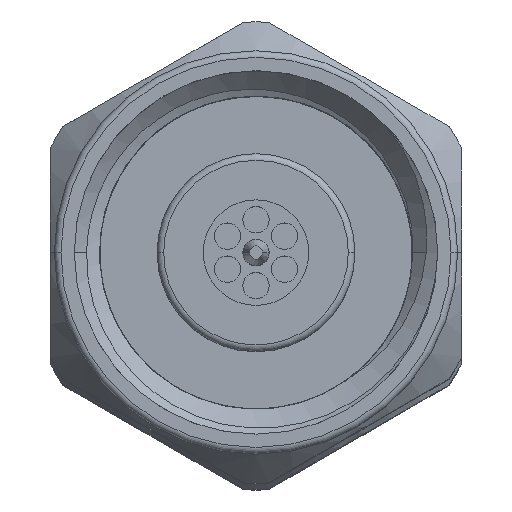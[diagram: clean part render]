
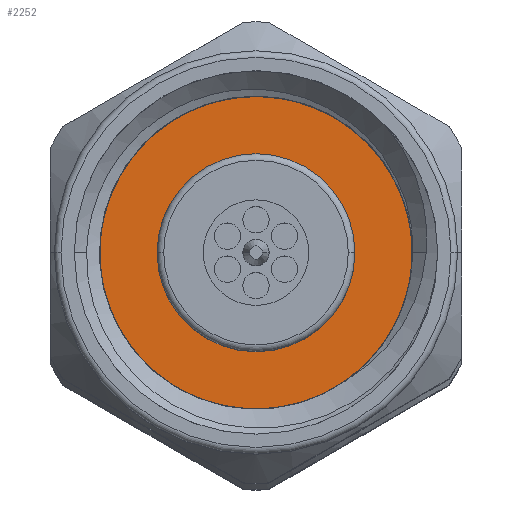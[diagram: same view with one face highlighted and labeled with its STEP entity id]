
A CAD part, top view. The second image highlights one B-rep face of the part: STEP entity #2252.
In plain terms, the highlighted face is planar.
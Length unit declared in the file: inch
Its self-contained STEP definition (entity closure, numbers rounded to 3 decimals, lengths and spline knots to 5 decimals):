
#35 = CARTESIAN_POINT ( 'NONE',  ( 0.2, 0.10721, 0.0789 ) ) ;
#54 = B_SPLINE_CURVE_WITH_KNOTS ( 'NONE', 3,
 ( #1331, #4783, #4010, #889, #3928, #4847, #121, #35, #2688, #4468, #3492, #5296, #3581, #3083, #919, #486, #63, #949, #5324, #4409, #3172, #1786, #3522, #516 ),
 .UNSPECIFIED., .F., .F.,
 ( 4, 2, 2, 2, 2, 2, 2, 2, 2, 2, 2, 4 ),
 ( 0., 0.00096, 0.00143, 0.00191, 0.00287, 0.00334, 0.00382, 0.0043, 0.00478, 0.00573, 0.00669, 0.00765 ),
 .UNSPECIFIED. ) ;
#63 = CARTESIAN_POINT ( 'NONE',  ( 0.2, 0.12615, -0.01204 ) ) ;
#121 = CARTESIAN_POINT ( 'NONE',  ( 0.2, 0.09552, 0.09366 ) ) ;
#180 = CIRCLE ( 'NONE', #5004, 0.1378 ) ;
#392 = DIRECTION ( 'NONE',  ( -1., 0., 0. ) ) ;
#412 = DIRECTION ( 'NONE',  ( 0., 0., 1. ) ) ;
#420 = CARTESIAN_POINT ( 'NONE',  ( 0.2, -0.07939, -0.09361 ) ) ;
#448 = VERTEX_POINT ( 'NONE', #4910 ) ;
#486 = CARTESIAN_POINT ( 'NONE',  ( 0.2, 0.12699, -0.00569 ) ) ;
#516 = CARTESIAN_POINT ( 'NONE',  ( 0.2, 0.05687, -0.10409 ) ) ;
#621 = EDGE_CURVE ( 'NONE', #448, #4820, #4463, .T. ) ;
#622 = ORIENTED_EDGE ( 'NONE', *, *, #2610, .T. ) ;
#767 = DIRECTION ( 'NONE',  ( 0., 0., 1. ) ) ;
#768 = CARTESIAN_POINT ( 'NONE',  ( 0.2, -0.01817, -0.11747 ) ) ;
#846 = ORIENTED_EDGE ( 'NONE', *, *, #3611, .T. ) ;
#889 = CARTESIAN_POINT ( 'NONE',  ( 0.2, 0.07724, 0.11104 ) ) ;
#905 = CARTESIAN_POINT ( 'NONE',  ( 0.2, -0.09923, 0.09205 ) ) ;
#919 = CARTESIAN_POINT ( 'NONE',  ( 0.2, 0.1277, 0.00688 ) ) ;
#949 = CARTESIAN_POINT ( 'NONE',  ( 0.2, 0.12222, -0.03056 ) ) ;
#962 = CARTESIAN_POINT ( 'NONE',  ( 0.2, -0.03339, -0.11382 ) ) ;
#1288 = CARTESIAN_POINT ( 'NONE',  ( 0.2, -0.12913, -0.00197 ) ) ;
#1331 = CARTESIAN_POINT ( 'NONE',  ( 0.2, 0.03879, 0.13222 ) ) ;
#1381 = CARTESIAN_POINT ( 'NONE',  ( 0.2, -0.08655, 0.10601 ) ) ;
#1449 = VERTEX_POINT ( 'NONE', #3950 ) ;
#1574 = EDGE_LOOP ( 'NONE', ( #846, #2512, #622, #3894, #5303 ) ) ;
#1662 = CIRCLE ( 'NONE', #2945, 0.1378 ) ;
#1663 = CARTESIAN_POINT ( 'NONE',  ( 0.2, 0., 0. ) ) ;
#1664 = CARTESIAN_POINT ( 'NONE',  ( 0.2, 0.00495, -0.11876 ) ) ;
#1719 = CARTESIAN_POINT ( 'NONE',  ( 0.2, -0.1255, 0.04191 ) ) ;
#1786 = CARTESIAN_POINT ( 'NONE',  ( 0.2, 0.07894, -0.09171 ) ) ;
#1965 = CARTESIAN_POINT ( 'NONE',  ( 0.2, 0.04282, -0.11089 ) ) ;
#2018 = DIRECTION ( 'NONE',  ( -1., 0., 0. ) ) ;
#2145 = CARTESIAN_POINT ( 'NONE',  ( 0.2, 0.03879, 0.13222 ) ) ;
#2152 = CARTESIAN_POINT ( 'NONE',  ( 0.2, -0.11245, -0.05572 ) ) ;
#2231 = CARTESIAN_POINT ( 'NONE',  ( 0.2, -0.1056, -0.06626 ) ) ;
#2244 = EDGE_CURVE ( 'NONE', #1449, #3639, #180, .T. ) ;
#2252 = ADVANCED_FACE ( 'NONE', ( #5045 ), #2931, .T. ) ;
#2447 = CARTESIAN_POINT ( 'NONE',  ( 0.2, 0., 0. ) ) ;
#2502 = CARTESIAN_POINT ( 'NONE',  ( 0.2, -0.02589, -0.11602 ) ) ;
#2512 = ORIENTED_EDGE ( 'NONE', *, *, #2244, .T. ) ;
#2547 = CARTESIAN_POINT ( 'NONE',  ( 0.2, -0.06607, 0.12092 ) ) ;
#2584 = CARTESIAN_POINT ( 'NONE',  ( 0.2, -0.04583, -0.1111 ) ) ;
#2608 = DIRECTION ( 'NONE',  ( -1., 0., 0. ) ) ;
#2610 = EDGE_CURVE ( 'NONE', #3639, #448, #54, .T. ) ;
#2617 = CARTESIAN_POINT ( 'NONE',  ( 0.2, -0.10318, 0.08703 ) ) ;
#2673 = CARTESIAN_POINT ( 'NONE',  ( 0.2, -0.12755, -0.01444 ) ) ;
#2688 = CARTESIAN_POINT ( 'NONE',  ( 0.2, 0.11366, 0.06775 ) ) ;
#2931 = PLANE ( 'NONE',  #3189 ) ;
#2945 = AXIS2_PLACEMENT_3D ( 'NONE', #3094, #2608, #412 ) ;
#3039 = CARTESIAN_POINT ( 'NONE',  ( 0.2, -0.11026, 0.07655 ) ) ;
#3083 = CARTESIAN_POINT ( 'NONE',  ( 0.2, 0.12759, 0.01315 ) ) ;
#3094 = CARTESIAN_POINT ( 'NONE',  ( 0.2, 0., 0. ) ) ;
#3103 = CARTESIAN_POINT ( 'NONE',  ( 0.2, -0.08911, -0.08552 ) ) ;
#3130 = CARTESIAN_POINT ( 'NONE',  ( 0.2, -0.06607, 0.12092 ) ) ;
#3172 = CARTESIAN_POINT ( 'NONE',  ( 0.2, 0.09751, -0.07436 ) ) ;
#3189 = AXIS2_PLACEMENT_3D ( 'NONE', #1663, #2018, #4227 ) ;
#3203 = EDGE_CURVE ( 'NONE', #4820, #4318, #4314, .T. ) ;
#3282 = CARTESIAN_POINT ( 'NONE',  ( 0.2, 0.02803, -0.11552 ) ) ;
#3423 = CARTESIAN_POINT ( 'NONE',  ( 0.2, -0.12631, -0.02059 ) ) ;
#3452 = CARTESIAN_POINT ( 'NONE',  ( 0.2, -0.12159, 0.05417 ) ) ;
#3492 = CARTESIAN_POINT ( 'NONE',  ( 0.2, 0.12252, 0.04429 ) ) ;
#3522 = CARTESIAN_POINT ( 'NONE',  ( 0.2, 0.06845, -0.09878 ) ) ;
#3545 = CARTESIAN_POINT ( 'NONE',  ( 0.2, -0.03339, -0.11382 ) ) ;
#3581 = CARTESIAN_POINT ( 'NONE',  ( 0.2, 0.12648, 0.02568 ) ) ;
#3611 = EDGE_CURVE ( 'NONE', #4318, #1449, #1662, .T. ) ;
#3639 = VERTEX_POINT ( 'NONE', #2145 ) ;
#3806 = CARTESIAN_POINT ( 'NONE',  ( 0.2, 0.05687, -0.10409 ) ) ;
#3887 = CARTESIAN_POINT ( 'NONE',  ( 0.2, -0.05752, -0.1065 ) ) ;
#3894 = ORIENTED_EDGE ( 'NONE', *, *, #621, .T. ) ;
#3928 = CARTESIAN_POINT ( 'NONE',  ( 0.2, 0.08216, 0.10697 ) ) ;
#3942 = CARTESIAN_POINT ( 'NONE',  ( 0.2, -0.12858, 0.02331 ) ) ;
#3950 = CARTESIAN_POINT ( 'NONE',  ( 0.2, 0., 0.1378 ) ) ;
#3972 = CARTESIAN_POINT ( 'NONE',  ( 0.2, -0.12069, -0.03872 ) ) ;
#4001 = CARTESIAN_POINT ( 'NONE',  ( 0.2, -0.10173, -0.07133 ) ) ;
#4010 = CARTESIAN_POINT ( 'NONE',  ( 0.2, 0.06186, 0.12207 ) ) ;
#4227 = DIRECTION ( 'NONE',  ( 0., 0., 1. ) ) ;
#4314 = B_SPLINE_CURVE_WITH_KNOTS ( 'NONE', 3,
 ( #3545, #2584, #3887, #420, #3103, #4001, #2231, #2152, #5286, #3972, #4835, #3423, #2673, #1288, #5170, #5614, #3942, #1719, #3452, #5197, #3039, #2617, #905, #1381, #4361, #3130 ),
 .UNSPECIFIED., .F., .F.,
 ( 4, 2, 2, 2, 2, 2, 2, 2, 2, 2, 2, 2, 4 ),
 ( 0., 0.00096, 0.00191, 0.00239, 0.00287, 0.00335, 0.00383, 0.00431, 0.00478, 0.00574, 0.00622, 0.0067, 0.00765 ),
 .UNSPECIFIED. ) ;
#4318 = VERTEX_POINT ( 'NONE', #2547 ) ;
#4361 = CARTESIAN_POINT ( 'NONE',  ( 0.2, -0.07684, 0.11416 ) ) ;
#4409 = CARTESIAN_POINT ( 'NONE',  ( 0.2, 0.10528, -0.06449 ) ) ;
#4463 = B_SPLINE_CURVE_WITH_KNOTS ( 'NONE', 3,
 ( #3806, #5564, #1965, #3282, #5024, #1664, #5592, #768, #2502, #4712 ),
 .UNSPECIFIED., .F., .F.,
 ( 4, 2, 2, 2, 4 ),
 ( 0., 0.00059, 0.00119, 0.00178, 0.00238 ),
 .UNSPECIFIED. ) ;
#4468 = CARTESIAN_POINT ( 'NONE',  ( 0.2, 0.12062, 0.05027 ) ) ;
#4712 = CARTESIAN_POINT ( 'NONE',  ( 0.2, -0.03339, -0.11382 ) ) ;
#4783 = CARTESIAN_POINT ( 'NONE',  ( 0.2, 0.05076, 0.12791 ) ) ;
#4820 = VERTEX_POINT ( 'NONE', #962 ) ;
#4835 = CARTESIAN_POINT ( 'NONE',  ( 0.2, -0.12289, -0.03271 ) ) ;
#4847 = CARTESIAN_POINT ( 'NONE',  ( 0.2, 0.09128, 0.09828 ) ) ;
#4910 = CARTESIAN_POINT ( 'NONE',  ( 0.2, 0.05687, -0.10409 ) ) ;
#5004 = AXIS2_PLACEMENT_3D ( 'NONE', #2447, #392, #767 ) ;
#5024 = CARTESIAN_POINT ( 'NONE',  ( 0.2, 0.02033, -0.11712 ) ) ;
#5045 = FACE_OUTER_BOUND ( 'NONE', #1574, .T. ) ;
#5170 = CARTESIAN_POINT ( 'NONE',  ( 0.2, -0.12944, 0.00442 ) ) ;
#5197 = CARTESIAN_POINT ( 'NONE',  ( 0.2, -0.11339, 0.0711 ) ) ;
#5286 = CARTESIAN_POINT ( 'NONE',  ( 0.2, -0.11547, -0.05021 ) ) ;
#5296 = CARTESIAN_POINT ( 'NONE',  ( 0.2, 0.12546, 0.03198 ) ) ;
#5303 = ORIENTED_EDGE ( 'NONE', *, *, #3203, .T. ) ;
#5324 = CARTESIAN_POINT ( 'NONE',  ( 0.2, 0.11777, -0.04237 ) ) ;
#5564 = CARTESIAN_POINT ( 'NONE',  ( 0.2, 0.05002, -0.10784 ) ) ;
#5592 = CARTESIAN_POINT ( 'NONE',  ( 0.2, -0.00275, -0.11884 ) ) ;
#5614 = CARTESIAN_POINT ( 'NONE',  ( 0.2, -0.12917, 0.01705 ) ) ;
